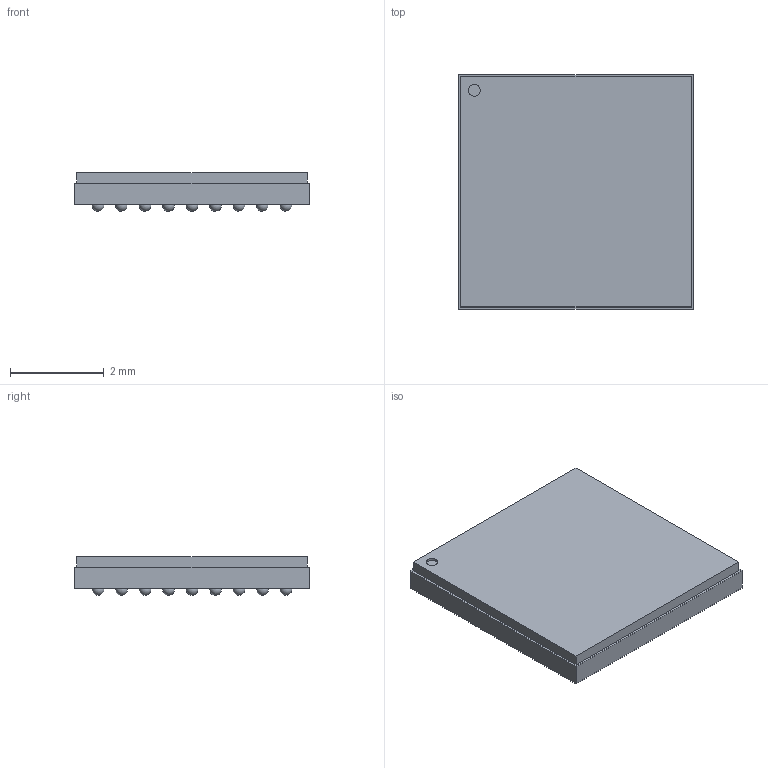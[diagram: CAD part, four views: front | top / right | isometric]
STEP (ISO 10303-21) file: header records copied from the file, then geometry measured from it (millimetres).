
FILE_DESCRIPTION(/* description */ (''),/* implementation_level */ '2;1');
FILE_NAME(/* name */ 'bga_1629061218294.stp',/* time_stamp */ '2021-08-15T21:00:23+00:00',/* author */ (''),/* organization */ (''),/* preprocessor_version */ 'ST-DEVELOPER v18.1',/* originating_system */ 'ASM',/* authorisation */ '');
FILE_SCHEMA (('AUTOMOTIVE_DESIGN { 1 0 10303 214 3 1 1 }'));
Length unit declared in the file: millimetre
Products named in the file (1): bga_1629061218294
Bounding box: 5 x 5 x 0.83 mm (x, y, z)
Volume: 17.2 mm3; surface area: 69.3 mm2
Topology: 1 solids, 1 shells, 94 faces, 270 edges, 180 vertices
Faces by surface type: sphere 81, plane 12, cylinder 1
Full cylindrical faces by diameter (mm): 0.25 x1
Entity records: 2913 total; most frequent: DIRECTION 543, CARTESIAN_POINT 464, ORIENTED_EDGE 378, AXIS2_PLACEMENT_3D 259, EDGE_CURVE 189, VERTEX_POINT 180, EDGE_LOOP 177, CIRCLE 164
